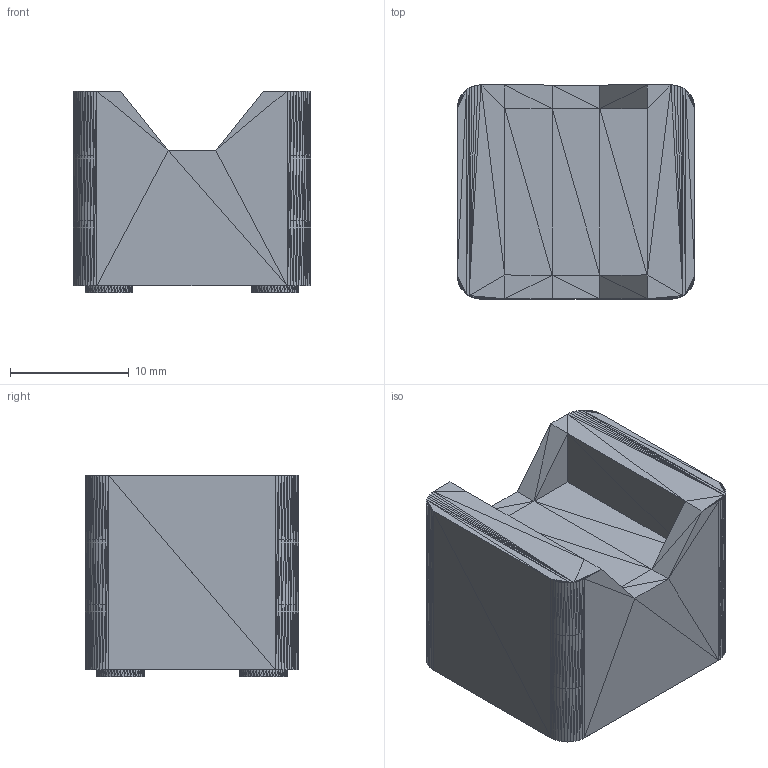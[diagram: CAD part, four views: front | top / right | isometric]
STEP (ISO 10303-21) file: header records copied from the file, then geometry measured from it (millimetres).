
FILE_DESCRIPTION((''),'2;1');
FILE_NAME('SOP16_150mil_Adapter', '2025-10-01T16:52:48', (''), (''), 'ImageToStl.com STEP Converter','', '');
FILE_SCHEMA(('AUTOMOTIVE_DESIGN_CC2'));
Length unit declared in the file: metre
Products named in the file (1): product0
Bounding box: 20 x 18 x 17 mm (x, y, z)
Surface area: 2052.3 mm2 (no closed solid volume)
Topology: 0 solids, 1124 shells, 1124 faces, 3372 edges, 564 vertices
Faces by surface type: plane 1124
Entity records: 27015 total; most frequent: DIRECTION 5622, ORIENTED_EDGE 3372, EDGE_CURVE 3372, LINE 3372, VECTOR 3372, AXIS2_PLACEMENT_3D 1125, STYLED_ITEM 1125, FACE_SURFACE 1124
